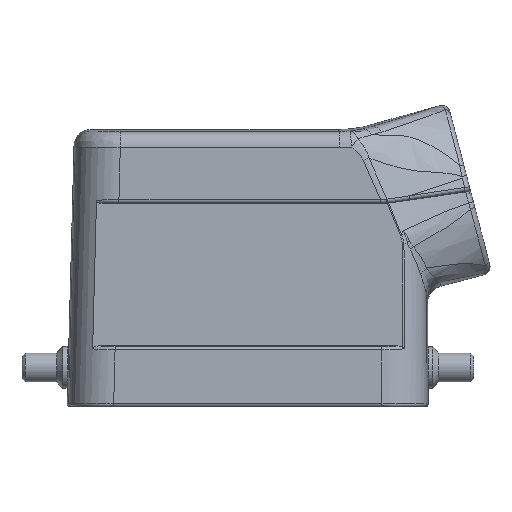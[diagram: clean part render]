
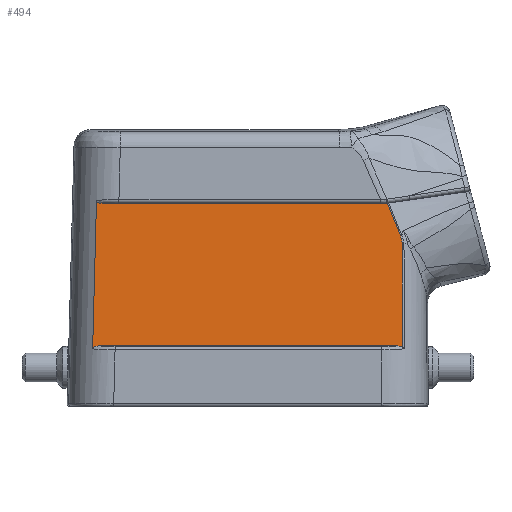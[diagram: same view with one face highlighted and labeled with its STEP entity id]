
A CAD part, left-side view. The second image highlights one B-rep face of the part: STEP entity #494.
In plain terms, the highlighted planar face has unit normal (-1, 0, 0.026).
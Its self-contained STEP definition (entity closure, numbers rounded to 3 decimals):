
#494=ADVANCED_FACE('',(#861),#797,.T.);
#797=PLANE('',#4644);
#861=FACE_OUTER_BOUND('',#1131,.T.);
#1131=EDGE_LOOP('',(#1809,#1810,#1811,#1812,#1813,#1814,#1815,#1816,#1817,
#1818));
#1581=B_SPLINE_CURVE_WITH_KNOTS('',3,(#6267,#6268,#6269,#6270,#6271,#6272,
#6273),.UNSPECIFIED.,.F.,.F.,(4,3,4),(0.,0.659,1.),
 .UNSPECIFIED.);
#1582=B_SPLINE_CURVE_WITH_KNOTS('',3,(#6278,#6279,#6280,#6281,#6282,#6283,
#6284),.UNSPECIFIED.,.F.,.F.,(4,3,4),(0.,0.881,1.),
 .UNSPECIFIED.);
#1583=B_SPLINE_CURVE_WITH_KNOTS('',3,(#6286,#6287,#6288,#6289,#6290,#6291,
#6292,#6293,#6294,#6295),.UNSPECIFIED.,.F.,.F.,(4,3,3,4),(0.,0.443,
0.885,1.),.UNSPECIFIED.);
#1584=B_SPLINE_CURVE_WITH_KNOTS('',3,(#6297,#6298,#6299,#6300),
 .UNSPECIFIED.,.F.,.F.,(4,4),(0.,1.),.UNSPECIFIED.);
#1585=B_SPLINE_CURVE_WITH_KNOTS('',3,(#6304,#6305,#6306,#6307,#6308,#6309,
#6310,#6311,#6312,#6313,#6314,#6315,#6316,#6317,#6318,#6319,#6320,#6321,
#6322),.UNSPECIFIED.,.F.,.F.,(4,3,3,3,3,3,4),(0.,0.467,0.618,
0.771,0.862,0.955,1.),.UNSPECIFIED.);
#1586=B_SPLINE_CURVE_WITH_KNOTS('',3,(#6326,#6327,#6328,#6329,#6330,#6331,
#6332,#6333,#6334,#6335,#6336,#6337,#6338,#6339,#6340,#6341),
 .UNSPECIFIED.,.F.,.F.,(4,3,3,3,3,4),(0.,0.078,0.155,
0.278,0.489,1.),.UNSPECIFIED.);
#1809=ORIENTED_EDGE('',*,*,#3568,.T.);
#1810=ORIENTED_EDGE('',*,*,#3569,.T.);
#1811=ORIENTED_EDGE('',*,*,#3570,.T.);
#1812=ORIENTED_EDGE('',*,*,#3571,.T.);
#1813=ORIENTED_EDGE('',*,*,#3572,.T.);
#1814=ORIENTED_EDGE('',*,*,#3573,.T.);
#1815=ORIENTED_EDGE('',*,*,#3574,.T.);
#1816=ORIENTED_EDGE('',*,*,#3575,.F.);
#1817=ORIENTED_EDGE('',*,*,#3576,.T.);
#1818=ORIENTED_EDGE('',*,*,#3577,.F.);
#3159=VERTEX_POINT('',#6274);
#3160=VERTEX_POINT('',#6275);
#3161=VERTEX_POINT('',#6277);
#3162=VERTEX_POINT('',#6285);
#3163=VERTEX_POINT('',#6296);
#3164=VERTEX_POINT('',#6301);
#3165=VERTEX_POINT('',#6303);
#3166=VERTEX_POINT('',#6323);
#3167=VERTEX_POINT('',#6325);
#3168=VERTEX_POINT('',#6342);
#3568=EDGE_CURVE('',#3159,#3160,#1581,.T.);
#3569=EDGE_CURVE('',#3160,#3161,#4241,.T.);
#3570=EDGE_CURVE('',#3161,#3162,#1582,.T.);
#3571=EDGE_CURVE('',#3162,#3163,#1583,.T.);
#3572=EDGE_CURVE('',#3163,#3164,#1584,.T.);
#3573=EDGE_CURVE('',#3164,#3165,#4242,.T.);
#3574=EDGE_CURVE('',#3165,#3166,#1585,.T.);
#3575=EDGE_CURVE('',#3167,#3166,#4243,.T.);
#3576=EDGE_CURVE('',#3167,#3168,#1586,.T.);
#3577=EDGE_CURVE('',#3159,#3168,#4244,.T.);
#4241=LINE('',#6276,#4445);
#4242=LINE('',#6302,#4446);
#4243=LINE('',#6324,#4447);
#4244=LINE('',#6343,#4448);
#4445=VECTOR('',#5102,1.);
#4446=VECTOR('',#5103,1.);
#4447=VECTOR('',#5104,1.);
#4448=VECTOR('',#5105,1.);
#4644=AXIS2_PLACEMENT_3D('',#6344,#5106,#5107);
#5102=DIRECTION('',(0.026,0.008,1.));
#5103=DIRECTION('',(0.,1.,0.));
#5104=DIRECTION('',(0.026,-0.026,0.999));
#5105=DIRECTION('',(0.,1.,0.));
#5106=DIRECTION('',(-1.,0.,0.026));
#5107=DIRECTION('',(-0.026,0.,-1.));
#6267=CARTESIAN_POINT('',(-20.282,-24.918,37.092));
#6268=CARTESIAN_POINT('',(-20.282,-25.13,37.092));
#6269=CARTESIAN_POINT('',(-20.283,-25.345,37.076));
#6270=CARTESIAN_POINT('',(-20.284,-25.548,37.018));
#6271=CARTESIAN_POINT('',(-20.285,-25.654,36.988));
#6272=CARTESIAN_POINT('',(-20.286,-25.759,36.945));
#6273=CARTESIAN_POINT('',(-20.288,-25.847,36.879));
#6274=CARTESIAN_POINT('',(-20.282,-24.918,37.092));
#6275=CARTESIAN_POINT('',(-20.288,-25.847,36.879));
#6276=CARTESIAN_POINT('',(-20.532,-25.924,27.539));
#6277=CARTESIAN_POINT('',(-19.837,-25.704,54.094));
#6278=CARTESIAN_POINT('',(-19.837,-25.704,54.094));
#6279=CARTESIAN_POINT('',(-19.827,-25.701,54.494));
#6280=CARTESIAN_POINT('',(-19.816,-25.621,54.897));
#6281=CARTESIAN_POINT('',(-19.806,-25.488,55.275));
#6282=CARTESIAN_POINT('',(-19.805,-25.47,55.327));
#6283=CARTESIAN_POINT('',(-19.803,-25.451,55.378));
#6284=CARTESIAN_POINT('',(-19.802,-25.431,55.43));
#6285=CARTESIAN_POINT('',(-19.802,-25.431,55.43));
#6286=CARTESIAN_POINT('',(-19.802,-25.431,55.43));
#6287=CARTESIAN_POINT('',(-19.781,-25.113,56.229));
#6288=CARTESIAN_POINT('',(-19.76,-24.794,57.029));
#6289=CARTESIAN_POINT('',(-19.739,-24.476,57.828));
#6290=CARTESIAN_POINT('',(-19.718,-24.158,58.628));
#6291=CARTESIAN_POINT('',(-19.697,-23.84,59.427));
#6292=CARTESIAN_POINT('',(-19.676,-23.522,60.227));
#6293=CARTESIAN_POINT('',(-19.671,-23.439,60.435));
#6294=CARTESIAN_POINT('',(-19.666,-23.357,60.642));
#6295=CARTESIAN_POINT('',(-19.66,-23.274,60.85));
#6296=CARTESIAN_POINT('',(-19.66,-23.274,60.85));
#6297=CARTESIAN_POINT('',(-19.66,-23.274,60.85));
#6298=CARTESIAN_POINT('',(-19.661,-23.211,60.836));
#6299=CARTESIAN_POINT('',(-19.661,-23.148,60.822));
#6300=CARTESIAN_POINT('',(-19.661,-23.084,60.808));
#6301=CARTESIAN_POINT('',(-19.661,-23.084,60.808));
#6302=CARTESIAN_POINT('',(-19.661,22.85,60.808));
#6303=CARTESIAN_POINT('',(-19.661,24.048,60.808));
#6304=CARTESIAN_POINT('',(-19.661,24.048,60.808));
#6305=CARTESIAN_POINT('',(-19.661,24.265,60.808));
#6306=CARTESIAN_POINT('',(-19.661,24.485,60.823));
#6307=CARTESIAN_POINT('',(-19.659,24.694,60.878));
#6308=CARTESIAN_POINT('',(-19.659,24.763,60.895));
#6309=CARTESIAN_POINT('',(-19.658,24.83,60.918));
#6310=CARTESIAN_POINT('',(-19.658,24.895,60.947));
#6311=CARTESIAN_POINT('',(-19.657,24.959,60.976));
#6312=CARTESIAN_POINT('',(-19.656,25.022,61.012));
#6313=CARTESIAN_POINT('',(-19.655,25.076,61.058));
#6314=CARTESIAN_POINT('',(-19.654,25.109,61.086));
#6315=CARTESIAN_POINT('',(-19.653,25.138,61.117));
#6316=CARTESIAN_POINT('',(-19.652,25.162,61.153));
#6317=CARTESIAN_POINT('',(-19.651,25.186,61.189));
#6318=CARTESIAN_POINT('',(-19.65,25.204,61.23));
#6319=CARTESIAN_POINT('',(-19.649,25.212,61.272));
#6320=CARTESIAN_POINT('',(-19.649,25.216,61.293));
#6321=CARTESIAN_POINT('',(-19.648,25.218,61.314));
#6322=CARTESIAN_POINT('',(-19.647,25.217,61.335));
#6323=CARTESIAN_POINT('',(-19.647,25.217,61.335));
#6324=CARTESIAN_POINT('',(-20.295,25.853,36.601));
#6325=CARTESIAN_POINT('',(-20.295,25.853,36.601));
#6326=CARTESIAN_POINT('',(-20.295,25.853,36.601));
#6327=CARTESIAN_POINT('',(-20.294,25.853,36.635));
#6328=CARTESIAN_POINT('',(-20.293,25.846,36.669));
#6329=CARTESIAN_POINT('',(-20.293,25.833,36.701));
#6330=CARTESIAN_POINT('',(-20.292,25.821,36.732));
#6331=CARTESIAN_POINT('',(-20.291,25.804,36.762));
#6332=CARTESIAN_POINT('',(-20.29,25.783,36.789));
#6333=CARTESIAN_POINT('',(-20.289,25.751,36.831));
#6334=CARTESIAN_POINT('',(-20.288,25.71,36.866));
#6335=CARTESIAN_POINT('',(-20.287,25.666,36.896));
#6336=CARTESIAN_POINT('',(-20.286,25.59,36.948));
#6337=CARTESIAN_POINT('',(-20.285,25.504,36.984));
#6338=CARTESIAN_POINT('',(-20.284,25.416,37.011));
#6339=CARTESIAN_POINT('',(-20.283,25.207,37.075));
#6340=CARTESIAN_POINT('',(-20.282,24.982,37.092));
#6341=CARTESIAN_POINT('',(-20.282,24.763,37.092));
#6342=CARTESIAN_POINT('',(-20.282,24.763,37.092));
#6343=CARTESIAN_POINT('',(-20.282,-26.009,37.092));
#6344=CARTESIAN_POINT('',(-19.944,0.004,50.012));
